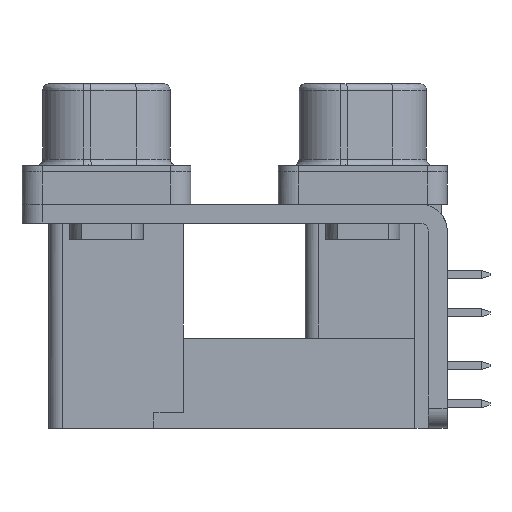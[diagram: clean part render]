
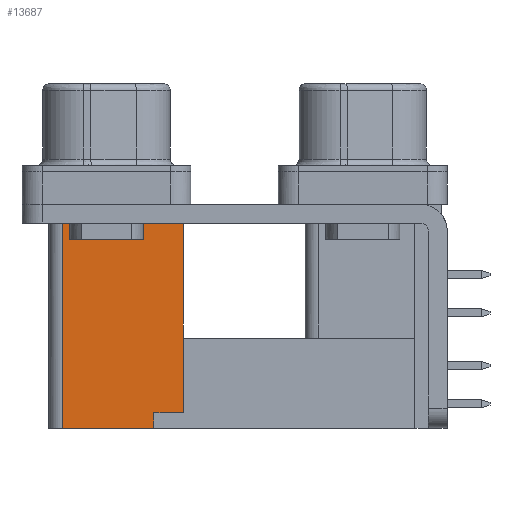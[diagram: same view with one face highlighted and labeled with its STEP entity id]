
A CAD part, left-side view. The second image highlights one B-rep face of the part: STEP entity #13687.
In plain terms, the highlighted free-form (B-spline) face has degree [1, 1] with [2, 2] control points.
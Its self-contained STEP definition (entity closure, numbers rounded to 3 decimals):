
#298 = CARTESIAN_POINT ( 'NONE',  ( -8.71, 13.323, -2.85 ) ) ;
#550 = CARTESIAN_POINT ( 'NONE',  ( -8.71, 13.323, -2.85 ) ) ;
#557 = CARTESIAN_POINT ( 'NONE',  ( -8.71, 13.323, -12.801 ) ) ;
#660 = EDGE_CURVE ( 'NONE', #12830, #14016, #10857, .T. ) ;
#1079 = EDGE_CURVE ( 'NONE', #5649, #1403, #9773, .T. ) ;
#1403 = VERTEX_POINT ( 'NONE', #9500 ) ;
#1545 = CARTESIAN_POINT ( 'NONE',  ( -8.71, 22.323, -19.5 ) ) ;
#1650 = VERTEX_POINT ( 'NONE', #4417 ) ;
#1683 = CARTESIAN_POINT ( 'NONE',  ( -8.71, 15.523, -19.5 ) ) ;
#2173 = CARTESIAN_POINT ( 'NONE',  ( -8.71, 15.523, -18.351 ) ) ;
#2509 = CARTESIAN_POINT ( 'NONE',  ( -8.71, 13.323, -18.351 ) ) ;
#2578 = CARTESIAN_POINT ( 'NONE',  ( -8.71, 13.323, -2.85 ) ) ;
#2802 = CARTESIAN_POINT ( 'NONE',  ( -8.71, 22.323, -2.85 ) ) ;
#3156 = CARTESIAN_POINT ( 'NONE',  ( -8.71, 22.323, -2.85 ) ) ;
#3239 = EDGE_CURVE ( 'NONE', #1403, #1650, #8154, .T. ) ;
#3869 = VERTEX_POINT ( 'NONE', #7231 ) ;
#4417 = CARTESIAN_POINT ( 'NONE',  ( -8.71, 22.323, -19.5 ) ) ;
#5437 = CARTESIAN_POINT ( 'NONE',  ( -8.71, 13.323, -12.801 ) ) ;
#5649 = VERTEX_POINT ( 'NONE', #6646 ) ;
#5709 = ORIENTED_EDGE ( 'NONE', *, *, #14066, .T. ) ;
#5993 = CARTESIAN_POINT ( 'NONE',  ( -8.71, 13.323, -12.801 ) ) ;
#6238 = ORIENTED_EDGE ( 'NONE', *, *, #14991, .T. ) ;
#6646 = CARTESIAN_POINT ( 'NONE',  ( -8.71, 15.523, -18.351 ) ) ;
#7071 = CARTESIAN_POINT ( 'NONE',  ( -8.71, 22.323, -19.5 ) ) ;
#7231 = CARTESIAN_POINT ( 'NONE',  ( -8.71, 22.323, -2.85 ) ) ;
#7318 = CARTESIAN_POINT ( 'NONE',  ( -8.71, 13.323, -18.351 ) ) ;
#7518 = ORIENTED_EDGE ( 'NONE', *, *, #1079, .T. ) ;
#8154 = B_SPLINE_CURVE_WITH_KNOTS ( 'NONE', 1,
 ( #1683, #8208 ),
 .UNSPECIFIED., .F., .F.,
 ( 2, 2 ),
 ( 0., 1. ),
 .UNSPECIFIED. ) ;
#8208 = CARTESIAN_POINT ( 'NONE',  ( -8.71, 22.323, -19.5 ) ) ;
#8230 = CARTESIAN_POINT ( 'NONE',  ( -8.71, 13.323, -18.351 ) ) ;
#8558 = B_SPLINE_CURVE_WITH_KNOTS ( 'NONE', 1,
 ( #2509, #2173 ),
 .UNSPECIFIED., .F., .F.,
 ( 2, 2 ),
 ( 0., 1. ),
 .UNSPECIFIED. ) ;
#8646 = CARTESIAN_POINT ( 'NONE',  ( -8.71, 13.323, -19.5 ) ) ;
#8648 = B_SPLINE_CURVE_WITH_KNOTS ( 'NONE', 1,
 ( #1545, #10581 ),
 .UNSPECIFIED., .F., .F.,
 ( 2, 2 ),
 ( 0., 1. ),
 .UNSPECIFIED. ) ;
#9238 = CARTESIAN_POINT ( 'NONE',  ( -8.71, 13.323, -2.85 ) ) ;
#9283 = B_SPLINE_CURVE_WITH_KNOTS ( 'NONE', 1,
 ( #2802, #9238 ),
 .UNSPECIFIED., .F., .F.,
 ( 2, 2 ),
 ( 0., 1. ),
 .UNSPECIFIED. ) ;
#9500 = CARTESIAN_POINT ( 'NONE',  ( -8.71, 15.523, -19.5 ) ) ;
#9773 = B_SPLINE_CURVE_WITH_KNOTS ( 'NONE', 1,
 ( #15615, #12734 ),
 .UNSPECIFIED., .F., .F.,
 ( 2, 2 ),
 ( 0., 1. ),
 .UNSPECIFIED. ) ;
#10355 = VERTEX_POINT ( 'NONE', #7318 ) ;
#10428 = ORIENTED_EDGE ( 'NONE', *, *, #11111, .T. ) ;
#10581 = CARTESIAN_POINT ( 'NONE',  ( -8.71, 22.323, -2.85 ) ) ;
#10857 = B_SPLINE_CURVE_WITH_KNOTS ( 'NONE', 1,
 ( #557, #298 ),
 .UNSPECIFIED., .F., .F.,
 ( 2, 2 ),
 ( 0., 1. ),
 .UNSPECIFIED. ) ;
#11049 = B_SPLINE_CURVE_WITH_KNOTS ( 'NONE', 1,
 ( #5437, #8230 ),
 .UNSPECIFIED., .F., .F.,
 ( 2, 2 ),
 ( 0., 1. ),
 .UNSPECIFIED. ) ;
#11111 = EDGE_CURVE ( 'NONE', #3869, #14016, #9283, .T. ) ;
#11146 = FACE_OUTER_BOUND ( 'NONE', #12766, .T. ) ;
#11801 = EDGE_CURVE ( 'NONE', #1650, #3869, #8648, .T. ) ;
#12734 = CARTESIAN_POINT ( 'NONE',  ( -8.71, 15.523, -19.5 ) ) ;
#12766 = EDGE_LOOP ( 'NONE', ( #6238, #7518, #13643, #16114, #10428, #14721, #5709 ) ) ;
#12830 = VERTEX_POINT ( 'NONE', #5993 ) ;
#13643 = ORIENTED_EDGE ( 'NONE', *, *, #3239, .T. ) ;
#13687 = ADVANCED_FACE ( 'NONE', ( #11146 ), #15149, .T. ) ;
#14016 = VERTEX_POINT ( 'NONE', #2578 ) ;
#14066 = EDGE_CURVE ( 'NONE', #12830, #10355, #11049, .T. ) ;
#14721 = ORIENTED_EDGE ( 'NONE', *, *, #660, .F. ) ;
#14991 = EDGE_CURVE ( 'NONE', #10355, #5649, #8558, .T. ) ;
#15149 = B_SPLINE_SURFACE_WITH_KNOTS ( 'NONE', 1, 1, ( 
 ( #8646, #550 ),
 ( #7071, #3156 ) ),
 .UNSPECIFIED., .F., .F., .F.,
 ( 2, 2 ),
 ( 2, 2 ),
 ( 0., 1. ),
 ( 0., 1. ),
 .UNSPECIFIED. ) ;
#15615 = CARTESIAN_POINT ( 'NONE',  ( -8.71, 15.523, -18.351 ) ) ;
#16114 = ORIENTED_EDGE ( 'NONE', *, *, #11801, .T. ) ;
